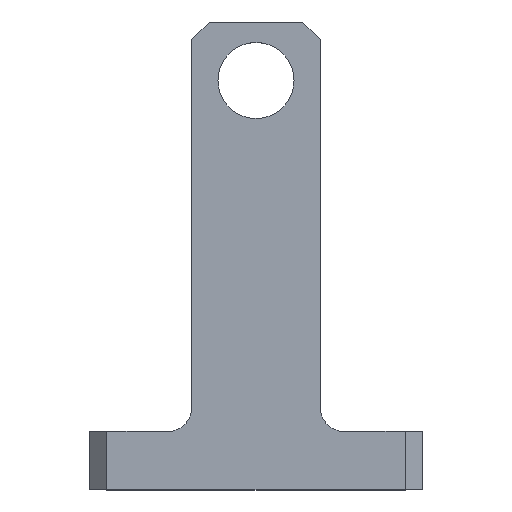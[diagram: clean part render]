
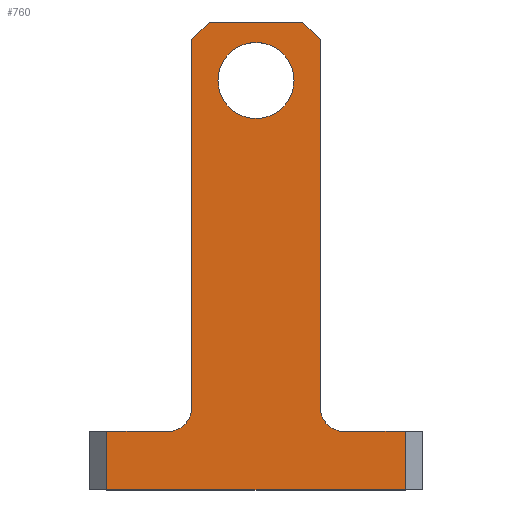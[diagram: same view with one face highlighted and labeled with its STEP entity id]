
A CAD part, top view. The second image highlights one B-rep face of the part: STEP entity #760.
In plain terms, the highlighted planar face has unit normal (0, 0, 1).
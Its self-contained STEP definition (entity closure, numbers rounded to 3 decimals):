
#22=FACE_BOUND('',#150,.T.);
#36=PLANE('',#855);
#103=FACE_OUTER_BOUND('',#149,.T.);
#149=EDGE_LOOP('',(#668,#669,#670,#671,#672,#673,#674,#675,#676,#677,#678,
#679));
#150=EDGE_LOOP('',(#680));
#181=CIRCLE('',#823,6.5);
#197=CIRCLE('',#856,4.);
#198=CIRCLE('',#857,4.);
#231=LINE('',#1223,#297);
#237=LINE('',#1246,#303);
#243=LINE('',#1257,#309);
#250=LINE('',#1271,#316);
#255=LINE('',#1279,#321);
#258=LINE('',#1285,#324);
#260=LINE('',#1288,#326);
#261=LINE('',#1290,#327);
#262=LINE('',#1291,#328);
#263=LINE('',#1293,#329);
#297=VECTOR('',#1003,51.);
#303=VECTOR('',#1025,63.);
#309=VECTOR('',#1033,10.5);
#316=VECTOR('',#1046,10.5);
#321=VECTOR('',#1053,63.);
#324=VECTOR('',#1058,16.);
#326=VECTOR('',#1062,4.243);
#327=VECTOR('',#1065,10.);
#328=VECTOR('',#1066,10.);
#329=VECTOR('',#1069,4.243);
#362=VERTEX_POINT('',#1173);
#379=VERTEX_POINT('',#1220);
#380=VERTEX_POINT('',#1222);
#388=VERTEX_POINT('',#1244);
#389=VERTEX_POINT('',#1245);
#392=VERTEX_POINT('',#1254);
#393=VERTEX_POINT('',#1256);
#396=VERTEX_POINT('',#1269);
#397=VERTEX_POINT('',#1270);
#398=VERTEX_POINT('',#1276);
#399=VERTEX_POINT('',#1278);
#400=VERTEX_POINT('',#1282);
#401=VERTEX_POINT('',#1284);
#444=EDGE_CURVE('',#362,#362,#181,.T.);
#467=EDGE_CURVE('',#380,#379,#231,.T.);
#478=EDGE_CURVE('',#388,#389,#237,.T.);
#484=EDGE_CURVE('',#393,#392,#243,.T.);
#491=EDGE_CURVE('',#396,#397,#250,.T.);
#496=EDGE_CURVE('',#399,#398,#255,.T.);
#499=EDGE_CURVE('',#401,#400,#258,.T.);
#501=EDGE_CURVE('',#400,#388,#260,.F.);
#502=EDGE_CURVE('',#389,#393,#197,.T.);
#503=EDGE_CURVE('',#392,#380,#261,.T.);
#504=EDGE_CURVE('',#379,#396,#262,.T.);
#505=EDGE_CURVE('',#397,#399,#198,.T.);
#506=EDGE_CURVE('',#398,#401,#263,.F.);
#668=ORIENTED_EDGE('',*,*,#499,.T.);
#669=ORIENTED_EDGE('',*,*,#501,.T.);
#670=ORIENTED_EDGE('',*,*,#478,.T.);
#671=ORIENTED_EDGE('',*,*,#502,.T.);
#672=ORIENTED_EDGE('',*,*,#484,.T.);
#673=ORIENTED_EDGE('',*,*,#503,.T.);
#674=ORIENTED_EDGE('',*,*,#467,.T.);
#675=ORIENTED_EDGE('',*,*,#504,.T.);
#676=ORIENTED_EDGE('',*,*,#491,.T.);
#677=ORIENTED_EDGE('',*,*,#505,.T.);
#678=ORIENTED_EDGE('',*,*,#496,.T.);
#679=ORIENTED_EDGE('',*,*,#506,.T.);
#680=ORIENTED_EDGE('',*,*,#444,.T.);
#760=ADVANCED_FACE('',(#103,#22),#36,.F.);
#823=AXIS2_PLACEMENT_3D('',#1175,#955,#956);
#855=AXIS2_PLACEMENT_3D('',#1287,#1060,#1061);
#856=AXIS2_PLACEMENT_3D('',#1289,#1063,#1064);
#857=AXIS2_PLACEMENT_3D('',#1292,#1067,#1068);
#955=DIRECTION('center_axis',(0.,0.,-1.));
#956=DIRECTION('ref_axis',(-1.,0.,0.));
#1003=DIRECTION('',(1.,0.,0.));
#1025=DIRECTION('',(0.,-1.,0.));
#1033=DIRECTION('',(-1.,0.,0.));
#1046=DIRECTION('',(-1.,0.,0.));
#1053=DIRECTION('',(0.,1.,0.));
#1058=DIRECTION('',(-1.,0.,0.));
#1060=DIRECTION('center_axis',(0.,0.,-1.));
#1061=DIRECTION('ref_axis',(-1.,0.,0.));
#1062=DIRECTION('',(0.707,0.707,0.));
#1063=DIRECTION('center_axis',(0.,0.,-1.));
#1064=DIRECTION('ref_axis',(-1.,0.,0.));
#1065=DIRECTION('',(0.,-1.,0.));
#1066=DIRECTION('',(0.,1.,0.));
#1067=DIRECTION('center_axis',(0.,0.,-1.));
#1068=DIRECTION('ref_axis',(-1.,0.,0.));
#1069=DIRECTION('',(0.707,-0.707,0.));
#1173=CARTESIAN_POINT('',(6.5,-10.,7.5));
#1175=CARTESIAN_POINT('Origin',(0.,-10.,7.5));
#1220=CARTESIAN_POINT('',(25.5,-80.,7.5));
#1222=CARTESIAN_POINT('',(-25.5,-80.,7.5));
#1223=CARTESIAN_POINT('',(-25.5,-80.,7.5));
#1244=CARTESIAN_POINT('',(-11.,-3.,7.5));
#1245=CARTESIAN_POINT('',(-11.,-66.,7.5));
#1246=CARTESIAN_POINT('',(-11.,-3.,7.5));
#1254=CARTESIAN_POINT('',(-25.5,-70.,7.5));
#1256=CARTESIAN_POINT('',(-15.,-70.,7.5));
#1257=CARTESIAN_POINT('',(-15.,-70.,7.5));
#1269=CARTESIAN_POINT('',(25.5,-70.,7.5));
#1270=CARTESIAN_POINT('',(15.,-70.,7.5));
#1271=CARTESIAN_POINT('',(25.5,-70.,7.5));
#1276=CARTESIAN_POINT('',(11.,-3.,7.5));
#1278=CARTESIAN_POINT('',(11.,-66.,7.5));
#1279=CARTESIAN_POINT('',(11.,-66.,7.5));
#1282=CARTESIAN_POINT('',(-8.,0.,7.5));
#1284=CARTESIAN_POINT('',(8.,0.,7.5));
#1285=CARTESIAN_POINT('',(8.,0.,7.5));
#1287=CARTESIAN_POINT('Origin',(0.,0.,7.5));
#1288=CARTESIAN_POINT('',(-11.,-3.,7.5));
#1289=CARTESIAN_POINT('Origin',(-15.,-66.,7.5));
#1290=CARTESIAN_POINT('',(-25.5,-70.,7.5));
#1291=CARTESIAN_POINT('',(25.5,-80.,7.5));
#1292=CARTESIAN_POINT('Origin',(15.,-66.,7.5));
#1293=CARTESIAN_POINT('',(8.,0.,7.5));
